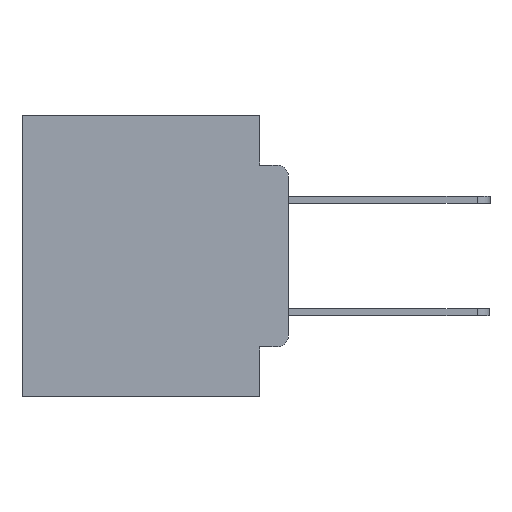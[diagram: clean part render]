
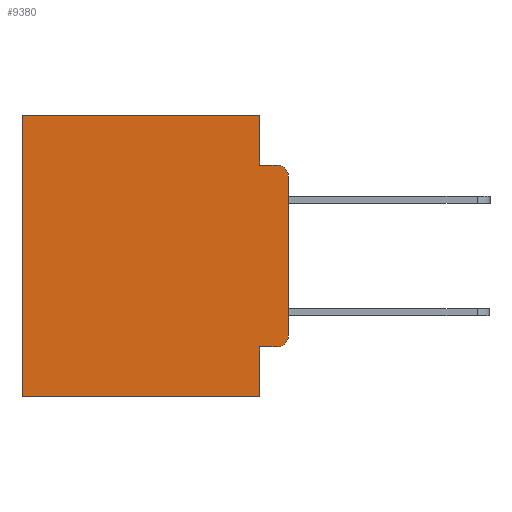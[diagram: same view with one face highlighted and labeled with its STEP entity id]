
A CAD part, left-side view. The second image highlights one B-rep face of the part: STEP entity #9380.
In plain terms, the highlighted planar face has unit normal (-1, 0, 0).
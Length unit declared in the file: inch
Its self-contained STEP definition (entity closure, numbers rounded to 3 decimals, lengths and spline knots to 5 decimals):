
#297 = VECTOR ( 'NONE', #16666, 39.37008 ) ;
#705 = EDGE_CURVE ( 'NONE', #14557, #21304, #16959, .T. ) ;
#2174 = VERTEX_POINT ( 'NONE', #12602 ) ;
#2476 = LINE ( 'NONE', #22614, #13436 ) ;
#2657 = CARTESIAN_POINT ( 'NONE',  ( 0.298, 0.051, 0. ) ) ;
#2773 = VERTEX_POINT ( 'NONE', #14778 ) ;
#3101 = CARTESIAN_POINT ( 'NONE',  ( 0.298, 0.02, -0.4115 ) ) ;
#3275 = DIRECTION ( 'NONE',  ( -1., 0., 0. ) ) ;
#3363 = CARTESIAN_POINT ( 'NONE',  ( 0.298, 0.473, -0.5 ) ) ;
#3813 = PLANE ( 'NONE',  #14485 ) ;
#3854 = VERTEX_POINT ( 'NONE', #3363 ) ;
#4213 = LINE ( 'NONE', #25288, #20021 ) ;
#5343 = FACE_OUTER_BOUND ( 'NONE', #16054, .T. ) ;
#5625 = CARTESIAN_POINT ( 'NONE',  ( 0.298, 0.051, 0. ) ) ;
#5882 = DIRECTION ( 'NONE',  ( 1., 0., 0. ) ) ;
#5991 = VECTOR ( 'NONE', #25245, 39.37008 ) ;
#6207 = DIRECTION ( 'NONE',  ( 0., -1., 0. ) ) ;
#6393 = VERTEX_POINT ( 'NONE', #17917 ) ;
#6787 = EDGE_CURVE ( 'NONE', #17573, #2174, #4213, .T. ) ;
#7409 = LINE ( 'NONE', #16951, #23209 ) ;
#7689 = DIRECTION ( 'NONE',  ( 0., 0., -1. ) ) ;
#7862 = DIRECTION ( 'NONE',  ( 0., 0., -1. ) ) ;
#8730 = VECTOR ( 'NONE', #21869, 39.37008 ) ;
#8895 = ORIENTED_EDGE ( 'NONE', *, *, #22049, .F. ) ;
#8917 = ORIENTED_EDGE ( 'NONE', *, *, #24410, .F. ) ;
#9347 = LINE ( 'NONE', #9465, #8730 ) ;
#9380 = ADVANCED_FACE ( 'NONE', ( #5343 ), #3813, .F. ) ;
#9465 = CARTESIAN_POINT ( 'NONE',  ( 0.298, 0.051, 0. ) ) ;
#9847 = DIRECTION ( 'NONE',  ( -1., 0., 0. ) ) ;
#10198 = ORIENTED_EDGE ( 'NONE', *, *, #19274, .F. ) ;
#10868 = DIRECTION ( 'NONE',  ( 0., 1., 0. ) ) ;
#11187 = VERTEX_POINT ( 'NONE', #22309 ) ;
#11243 = CARTESIAN_POINT ( 'NONE',  ( 0.298, 0.051, -0.5 ) ) ;
#11478 = ORIENTED_EDGE ( 'NONE', *, *, #16524, .T. ) ;
#11960 = CARTESIAN_POINT ( 'NONE',  ( 0.298, 0., 0. ) ) ;
#12254 = VECTOR ( 'NONE', #7862, 39.37008 ) ;
#12602 = CARTESIAN_POINT ( 'NONE',  ( 0.298, 0.473, 0. ) ) ;
#12790 = ORIENTED_EDGE ( 'NONE', *, *, #13686, .F. ) ;
#13082 = ORIENTED_EDGE ( 'NONE', *, *, #705, .T. ) ;
#13083 = LINE ( 'NONE', #5625, #23451 ) ;
#13436 = VECTOR ( 'NONE', #6207, 39.37008 ) ;
#13508 = VERTEX_POINT ( 'NONE', #11243 ) ;
#13686 = EDGE_CURVE ( 'NONE', #11187, #14172, #17148, .T. ) ;
#13844 = CARTESIAN_POINT ( 'NONE',  ( 0.298, 0., -0.3915 ) ) ;
#14172 = VERTEX_POINT ( 'NONE', #13844 ) ;
#14405 = ORIENTED_EDGE ( 'NONE', *, *, #6787, .T. ) ;
#14485 = AXIS2_PLACEMENT_3D ( 'NONE', #11960, #5882, #20311 ) ;
#14546 = CARTESIAN_POINT ( 'NONE',  ( 0.298, 0.473, 0. ) ) ;
#14557 = VERTEX_POINT ( 'NONE', #17225 ) ;
#14778 = CARTESIAN_POINT ( 'NONE',  ( 0.298, 0.02, -0.0885 ) ) ;
#15426 = CIRCLE ( 'NONE', #17208, 0.02 ) ;
#15622 = CARTESIAN_POINT ( 'NONE',  ( 0.298, 0.02, -0.1085 ) ) ;
#16054 = EDGE_LOOP ( 'NONE', ( #12790, #11478, #26570, #10198, #14405, #18640, #8917, #8895, #13082, #22494 ) ) ;
#16524 = EDGE_CURVE ( 'NONE', #11187, #2773, #21170, .T. ) ;
#16666 = DIRECTION ( 'NONE',  ( 0., 0., -1. ) ) ;
#16840 = LINE ( 'NONE', #14546, #297 ) ;
#16951 = CARTESIAN_POINT ( 'NONE',  ( 0.298, 0., -0.5 ) ) ;
#16959 = LINE ( 'NONE', #26313, #5991 ) ;
#17148 = LINE ( 'NONE', #20235, #12254 ) ;
#17208 = AXIS2_PLACEMENT_3D ( 'NONE', #22261, #9847, #24287 ) ;
#17225 = CARTESIAN_POINT ( 'NONE',  ( 0.298, 0.051, -0.4115 ) ) ;
#17573 = VERTEX_POINT ( 'NONE', #2657 ) ;
#17746 = DIRECTION ( 'NONE',  ( 0., 0., -1. ) ) ;
#17786 = AXIS2_PLACEMENT_3D ( 'NONE', #15622, #3275, #17746 ) ;
#17917 = CARTESIAN_POINT ( 'NONE',  ( 0.298, 0.051, -0.0885 ) ) ;
#18640 = ORIENTED_EDGE ( 'NONE', *, *, #23401, .T. ) ;
#19013 = DIRECTION ( 'NONE',  ( 0., 1., 0. ) ) ;
#19274 = EDGE_CURVE ( 'NONE', #17573, #6393, #9347, .T. ) ;
#20021 = VECTOR ( 'NONE', #10868, 39.37008 ) ;
#20235 = CARTESIAN_POINT ( 'NONE',  ( 0.298, 0., 0. ) ) ;
#20311 = DIRECTION ( 'NONE',  ( 0., 0., -1. ) ) ;
#20666 = EDGE_CURVE ( 'NONE', #6393, #2773, #2476, .T. ) ;
#21170 = CIRCLE ( 'NONE', #17786, 0.02 ) ;
#21304 = VERTEX_POINT ( 'NONE', #3101 ) ;
#21869 = DIRECTION ( 'NONE',  ( 0., 0., -1. ) ) ;
#22049 = EDGE_CURVE ( 'NONE', #14557, #13508, #13083, .T. ) ;
#22261 = CARTESIAN_POINT ( 'NONE',  ( 0.298, 0.02, -0.3915 ) ) ;
#22309 = CARTESIAN_POINT ( 'NONE',  ( 0.298, 0., -0.1085 ) ) ;
#22494 = ORIENTED_EDGE ( 'NONE', *, *, #24763, .T. ) ;
#22614 = CARTESIAN_POINT ( 'NONE',  ( 0.298, 0.051, -0.0885 ) ) ;
#23209 = VECTOR ( 'NONE', #19013, 39.37008 ) ;
#23401 = EDGE_CURVE ( 'NONE', #2174, #3854, #16840, .T. ) ;
#23451 = VECTOR ( 'NONE', #7689, 39.37008 ) ;
#24287 = DIRECTION ( 'NONE',  ( 0., 0., -1. ) ) ;
#24410 = EDGE_CURVE ( 'NONE', #13508, #3854, #7409, .T. ) ;
#24763 = EDGE_CURVE ( 'NONE', #21304, #14172, #15426, .T. ) ;
#25245 = DIRECTION ( 'NONE',  ( 0., -1., 0. ) ) ;
#25288 = CARTESIAN_POINT ( 'NONE',  ( 0.298, 0., 0. ) ) ;
#26313 = CARTESIAN_POINT ( 'NONE',  ( 0.298, 0.051, -0.4115 ) ) ;
#26570 = ORIENTED_EDGE ( 'NONE', *, *, #20666, .F. ) ;
